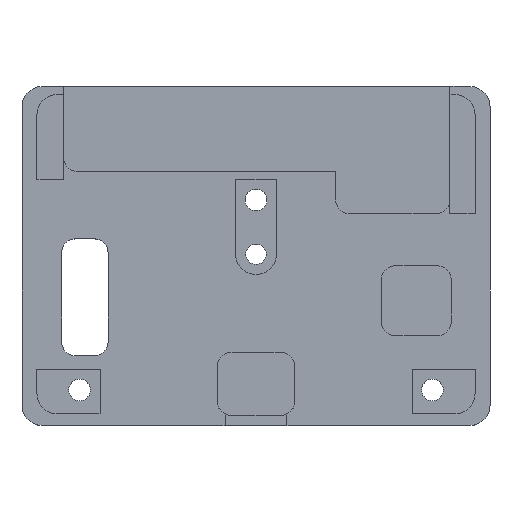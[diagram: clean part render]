
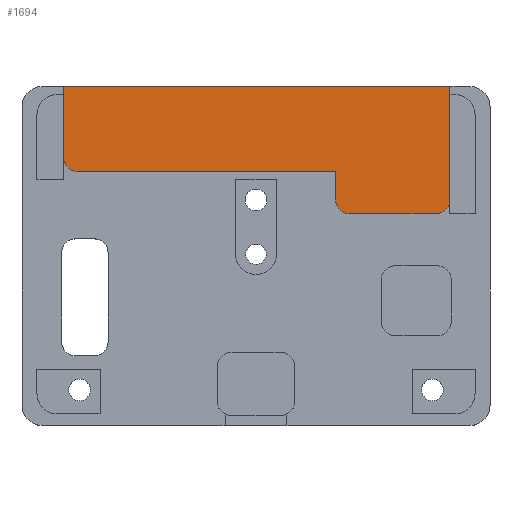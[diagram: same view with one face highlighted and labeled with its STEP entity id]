
A CAD part, top view. The second image highlights one B-rep face of the part: STEP entity #1694.
In plain terms, the highlighted planar face has unit normal (0, 0, 1).
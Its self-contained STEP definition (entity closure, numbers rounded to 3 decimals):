
#38=PLANE('',#1837);
#105=FACE_OUTER_BOUND('',#202,.T.);
#202=EDGE_LOOP('',(#1295,#1296,#1297,#1298,#1299,#1300,#1301,#1302,#1303));
#351=LINE('',#2659,#531);
#361=LINE('',#2684,#541);
#367=LINE('',#2698,#547);
#368=LINE('',#2699,#548);
#369=LINE('',#2701,#549);
#370=LINE('',#2704,#550);
#531=VECTOR('',#2108,10.);
#541=VECTOR('',#2136,10.);
#547=VECTOR('',#2148,10.);
#548=VECTOR('',#2149,10.);
#549=VECTOR('',#2150,10.);
#550=VECTOR('',#2153,10.);
#677=CIRCLE('',#1833,2.);
#678=CIRCLE('',#1836,2.);
#679=CIRCLE('',#1838,2.);
#801=VERTEX_POINT('',#2656);
#802=VERTEX_POINT('',#2658);
#807=VERTEX_POINT('',#2678);
#808=VERTEX_POINT('',#2679);
#811=VERTEX_POINT('',#2691);
#812=VERTEX_POINT('',#2692);
#813=VERTEX_POINT('',#2697);
#814=VERTEX_POINT('',#2700);
#815=VERTEX_POINT('',#2702);
#982=EDGE_CURVE('',#801,#802,#351,.T.);
#992=EDGE_CURVE('',#807,#808,#677,.T.);
#995=EDGE_CURVE('',#807,#801,#361,.T.);
#999=EDGE_CURVE('',#811,#812,#678,.T.);
#1002=EDGE_CURVE('',#808,#813,#367,.T.);
#1003=EDGE_CURVE('',#813,#811,#368,.T.);
#1004=EDGE_CURVE('',#812,#814,#369,.T.);
#1005=EDGE_CURVE('',#814,#815,#679,.T.);
#1006=EDGE_CURVE('',#802,#815,#370,.F.);
#1295=ORIENTED_EDGE('',*,*,#992,.T.);
#1296=ORIENTED_EDGE('',*,*,#1002,.T.);
#1297=ORIENTED_EDGE('',*,*,#1003,.T.);
#1298=ORIENTED_EDGE('',*,*,#999,.T.);
#1299=ORIENTED_EDGE('',*,*,#1004,.T.);
#1300=ORIENTED_EDGE('',*,*,#1005,.T.);
#1301=ORIENTED_EDGE('',*,*,#1006,.F.);
#1302=ORIENTED_EDGE('',*,*,#982,.F.);
#1303=ORIENTED_EDGE('',*,*,#995,.F.);
#1694=ADVANCED_FACE('',(#105),#38,.F.);
#1833=AXIS2_PLACEMENT_3D('',#2680,#2130,#2131);
#1836=AXIS2_PLACEMENT_3D('',#2693,#2142,#2143);
#1837=AXIS2_PLACEMENT_3D('',#2696,#2146,#2147);
#1838=AXIS2_PLACEMENT_3D('',#2703,#2151,#2152);
#2108=DIRECTION('',(1.,0.,0.));
#2130=DIRECTION('center_axis',(0.,0.,
1.));
#2131=DIRECTION('ref_axis',(-0.707,-0.707,0.));
#2136=DIRECTION('',(0.,1.,0.));
#2142=DIRECTION('center_axis',(0.,0.,
1.));
#2143=DIRECTION('ref_axis',(-0.707,-0.707,0.));
#2146=DIRECTION('center_axis',(0.,0.,
-1.));
#2147=DIRECTION('ref_axis',(1.,0.,0.));
#2148=DIRECTION('',(1.,0.,0.));
#2149=DIRECTION('',(0.,-1.,0.));
#2150=DIRECTION('',(1.,0.,0.));
#2151=DIRECTION('center_axis',(0.,0.,
1.));
#2152=DIRECTION('ref_axis',(0.707,-0.707,0.));
#2153=DIRECTION('',(0.,1.,0.));
#2656=CARTESIAN_POINT('',(48.762,-7.352,12.513));
#2658=CARTESIAN_POINT('',(105.68,-7.352,12.513));
#2659=CARTESIAN_POINT('',(42.602,-7.352,12.513));
#2678=CARTESIAN_POINT('',(48.762,-17.892,12.513));
#2679=CARTESIAN_POINT('',(50.762,-19.892,12.513));
#2680=CARTESIAN_POINT('Origin',(50.762,-17.892,12.513));
#2684=CARTESIAN_POINT('',(48.762,-20.227,12.513));
#2691=CARTESIAN_POINT('',(88.854,-24.102,12.513));
#2692=CARTESIAN_POINT('',(90.854,-26.102,12.513));
#2693=CARTESIAN_POINT('Origin',(90.854,-24.102,12.513));
#2696=CARTESIAN_POINT('Origin',(77.102,-32.352,12.513));
#2697=CARTESIAN_POINT('',(88.854,-19.892,12.513));
#2698=CARTESIAN_POINT('',(82.978,-19.892,12.513));
#2699=CARTESIAN_POINT('',(88.854,-29.227,12.513));
#2700=CARTESIAN_POINT('',(103.68,-26.102,12.513));
#2701=CARTESIAN_POINT('',(91.391,-26.102,12.513));
#2702=CARTESIAN_POINT('',(105.68,-24.102,12.513));
#2703=CARTESIAN_POINT('Origin',(103.68,-24.102,12.513));
#2704=CARTESIAN_POINT('',(105.68,-20.352,12.513));
